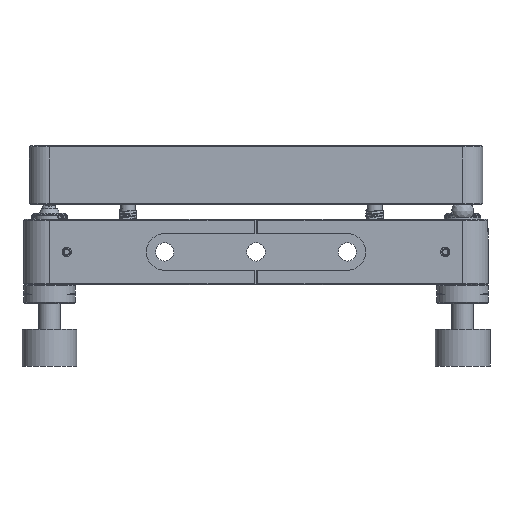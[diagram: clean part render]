
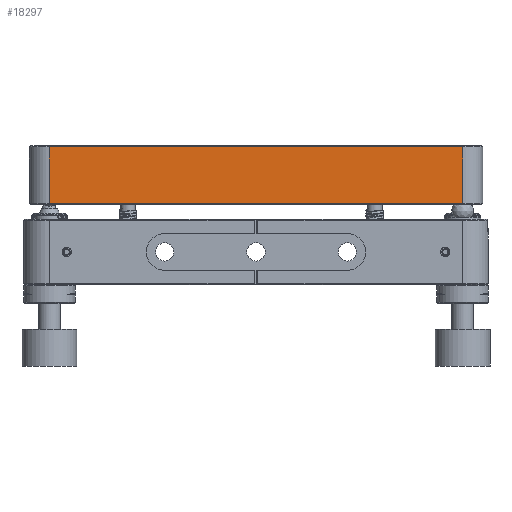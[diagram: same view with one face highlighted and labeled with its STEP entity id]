
A CAD part, front view. The second image highlights one B-rep face of the part: STEP entity #18297.
In plain terms, the highlighted planar face has unit normal (0, 1, 0).
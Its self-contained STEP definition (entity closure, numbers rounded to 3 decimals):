
#103 = DIRECTION ( 'NONE',  ( 0., 0., 1. ) ) ;
#565 = DIRECTION ( 'NONE',  ( 1., 0., 0. ) ) ;
#836 = EDGE_LOOP ( 'NONE', ( #14792, #5492, #12376, #3779 ) ) ;
#1642 = CARTESIAN_POINT ( 'NONE',  ( -56.5, -62., 28.995 ) ) ;
#2004 = LINE ( 'NONE', #16443, #15650 ) ;
#2309 = VERTEX_POINT ( 'NONE', #4745 ) ;
#2428 = EDGE_CURVE ( 'NONE', #16130, #2309, #18867, .T. ) ;
#2704 = CARTESIAN_POINT ( 'NONE',  ( -56.5, -62., 13.245 ) ) ;
#3200 = DIRECTION ( 'NONE',  ( 0., 0., -1. ) ) ;
#3246 = VERTEX_POINT ( 'NONE', #3785 ) ;
#3779 = ORIENTED_EDGE ( 'NONE', *, *, #17928, .T. ) ;
#3785 = CARTESIAN_POINT ( 'NONE',  ( -56.5, -62., 28.745 ) ) ;
#4745 = CARTESIAN_POINT ( 'NONE',  ( 56.5, -62., 13.245 ) ) ;
#4950 = CARTESIAN_POINT ( 'NONE',  ( 56.5, -62., 28.995 ) ) ;
#5492 = ORIENTED_EDGE ( 'NONE', *, *, #2428, .T. ) ;
#6348 = VECTOR ( 'NONE', #3200, 1000. ) ;
#9381 = VECTOR ( 'NONE', #19649, 1000. ) ;
#9451 = LINE ( 'NONE', #1642, #16325 ) ;
#10306 = CARTESIAN_POINT ( 'NONE',  ( 56.5, -62., 28.745 ) ) ;
#12376 = ORIENTED_EDGE ( 'NONE', *, *, #12426, .F. ) ;
#12426 = EDGE_CURVE ( 'NONE', #16456, #2309, #18121, .T. ) ;
#13114 = FACE_OUTER_BOUND ( 'NONE', #836, .T. ) ;
#13423 = CARTESIAN_POINT ( 'NONE',  ( -62., -62., 13.245 ) ) ;
#14551 = DIRECTION ( 'NONE',  ( -1., 0., 0. ) ) ;
#14792 = ORIENTED_EDGE ( 'NONE', *, *, #16055, .T. ) ;
#14948 = PLANE ( 'NONE',  #17650 ) ;
#15650 = VECTOR ( 'NONE', #565, 1000. ) ;
#16055 = EDGE_CURVE ( 'NONE', #3246, #16130, #2004, .T. ) ;
#16079 = DIRECTION ( 'NONE',  ( 0., 1., 0. ) ) ;
#16130 = VERTEX_POINT ( 'NONE', #10306 ) ;
#16325 = VECTOR ( 'NONE', #103, 1000. ) ;
#16443 = CARTESIAN_POINT ( 'NONE',  ( -62., -62., 28.745 ) ) ;
#16456 = VERTEX_POINT ( 'NONE', #2704 ) ;
#17650 = AXIS2_PLACEMENT_3D ( 'NONE', #19338, #16079, #14551 ) ;
#17928 = EDGE_CURVE ( 'NONE', #16456, #3246, #9451, .T. ) ;
#18121 = LINE ( 'NONE', #13423, #9381 ) ;
#18297 = ADVANCED_FACE ( 'NONE', ( #13114 ), #14948, .T. ) ;
#18867 = LINE ( 'NONE', #4950, #6348 ) ;
#19338 = CARTESIAN_POINT ( 'NONE',  ( -62., -62., 28.995 ) ) ;
#19649 = DIRECTION ( 'NONE',  ( 1., 0., 0. ) ) ;
